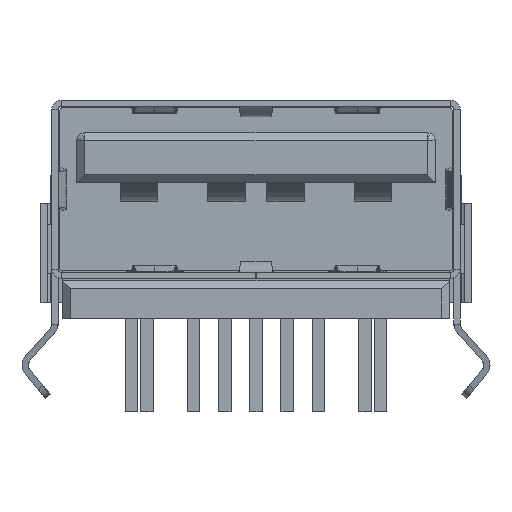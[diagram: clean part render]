
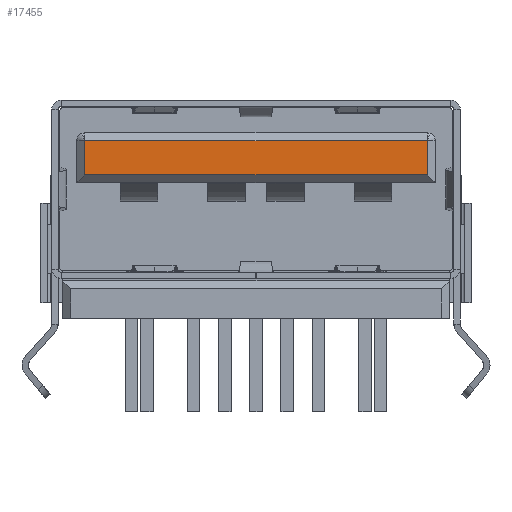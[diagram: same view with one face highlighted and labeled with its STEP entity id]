
A CAD part, front view. The second image highlights one B-rep face of the part: STEP entity #17455.
In plain terms, the highlighted planar face has unit normal (0, -1, 0).
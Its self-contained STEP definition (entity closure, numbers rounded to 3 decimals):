
#2313 = LINE ( 'NONE', #41396, #43019 ) ;
#3107 = EDGE_LOOP ( 'NONE', ( #11568, #43590, #27442, #40736 ) ) ;
#4629 = EDGE_CURVE ( 'NONE', #10436, #18636, #2313, .T. ) ;
#5442 = LINE ( 'NONE', #7330, #31803 ) ;
#5999 = CARTESIAN_POINT ( 'NONE',  ( -5.5, -5.85, 5.7 ) ) ;
#7172 = DIRECTION ( 'NONE',  ( 0., -1., 0. ) ) ;
#7330 = CARTESIAN_POINT ( 'NONE',  ( -5.5, -5.85, 4.35 ) ) ;
#10104 = DIRECTION ( 'NONE',  ( 1., 0., 0. ) ) ;
#10295 = DIRECTION ( 'NONE',  ( 0., 0., 1. ) ) ;
#10436 = VERTEX_POINT ( 'NONE', #26531 ) ;
#10728 = CARTESIAN_POINT ( 'NONE',  ( 5.5, -5.85, 5.7 ) ) ;
#11568 = ORIENTED_EDGE ( 'NONE', *, *, #15689, .T. ) ;
#11716 = AXIS2_PLACEMENT_3D ( 'NONE', #45577, #7172, #10104 ) ;
#12332 = CARTESIAN_POINT ( 'NONE',  ( -5.5, -5.85, 5.7 ) ) ;
#12404 = VECTOR ( 'NONE', #36758, 1000. ) ;
#13218 = LINE ( 'NONE', #10728, #41276 ) ;
#15689 = EDGE_CURVE ( 'NONE', #23048, #10436, #5442, .T. ) ;
#16425 = PLANE ( 'NONE',  #11716 ) ;
#17455 = ADVANCED_FACE ( 'NONE', ( #21720 ), #16425, .T. ) ;
#18636 = VERTEX_POINT ( 'NONE', #22022 ) ;
#20744 = DIRECTION ( 'NONE',  ( 0., 0., -1. ) ) ;
#21720 = FACE_OUTER_BOUND ( 'NONE', #3107, .T. ) ;
#22022 = CARTESIAN_POINT ( 'NONE',  ( 5.5, -5.85, 4.6 ) ) ;
#22313 = CARTESIAN_POINT ( 'NONE',  ( 5.5, -5.85, 5.7 ) ) ;
#23048 = VERTEX_POINT ( 'NONE', #5999 ) ;
#26531 = CARTESIAN_POINT ( 'NONE',  ( -5.5, -5.85, 4.6 ) ) ;
#27418 = DIRECTION ( 'NONE',  ( 1., 0., 0. ) ) ;
#27442 = ORIENTED_EDGE ( 'NONE', *, *, #41775, .T. ) ;
#31763 = EDGE_CURVE ( 'NONE', #44906, #23048, #33835, .T. ) ;
#31803 = VECTOR ( 'NONE', #20744, 1000. ) ;
#33835 = LINE ( 'NONE', #12332, #12404 ) ;
#36758 = DIRECTION ( 'NONE',  ( -1., 0., 0. ) ) ;
#40736 = ORIENTED_EDGE ( 'NONE', *, *, #31763, .T. ) ;
#41276 = VECTOR ( 'NONE', #10295, 1000. ) ;
#41396 = CARTESIAN_POINT ( 'NONE',  ( 5.75, -5.85, 4.6 ) ) ;
#41775 = EDGE_CURVE ( 'NONE', #18636, #44906, #13218, .T. ) ;
#43019 = VECTOR ( 'NONE', #27418, 1000. ) ;
#43590 = ORIENTED_EDGE ( 'NONE', *, *, #4629, .T. ) ;
#44906 = VERTEX_POINT ( 'NONE', #22313 ) ;
#45577 = CARTESIAN_POINT ( 'NONE',  ( 0., -5.85, 0. ) ) ;
